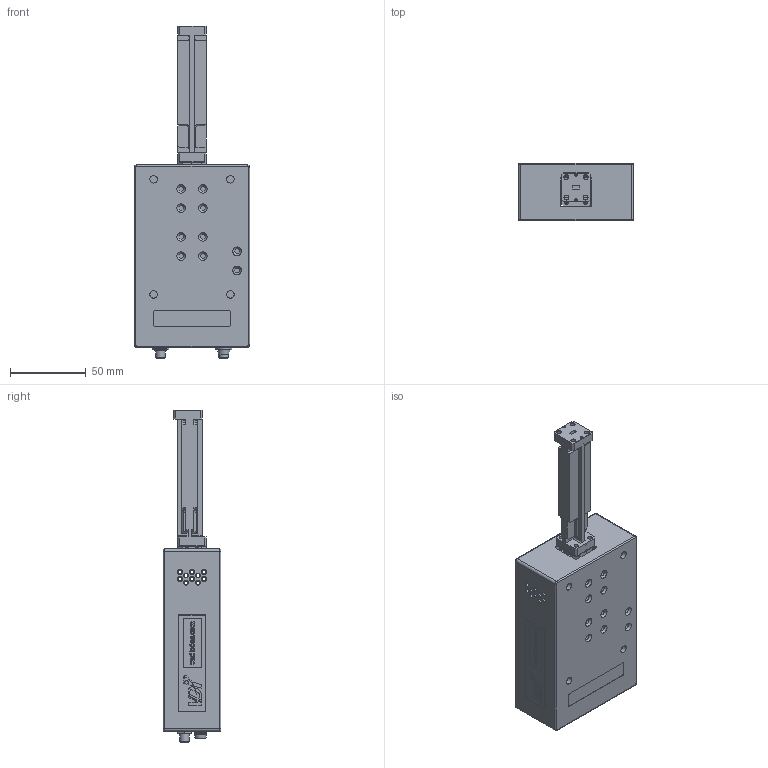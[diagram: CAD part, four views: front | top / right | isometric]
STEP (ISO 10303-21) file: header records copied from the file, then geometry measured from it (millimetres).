
FILE_DESCRIPTION(/* description */ ('VDI19.0VNAXRXM-20 without Feet'),/* implementation_level */ '2;1');
FILE_NAME(/* name */ 'VDI19.0VNAXRXM-20_SW without Feet.stp',/* time_stamp */ '2024-11-04T11:31:19-05:00',/* author */ ('sboelens'),/* organization */ (''),/* preprocessor_version */ 'ST-DEVELOPER v20',/* originating_system */ 'Autodesk Inventor 2025',/* authorisation */ '');
FILE_SCHEMA (('AUTOMOTIVE_DESIGN { 1 0 10303 214 3 1 1 }'));
Products named in the file (1): VDI19.0VNAXRXM-20 without Feet
Bounding box: 76.2 x 38.1 x 219.65 mm (x, y, z)
Volume: 106903.7 mm3; surface area: 85439.8 mm2
Topology: 12 solids, 12 shells, 1580 faces, 4253 edges, 2793 vertices
Faces by surface type: plane 851, bspline 339, cylinder 306, cone 84
Full cylindrical faces by diameter (mm): 1.181 x2, 1.613 x4, 1.694 x4, 1.702 x2, 2 x3, 2.156 x4, 2.241 x2, 2.438 x7, 2.499 x20, 2.642 x2, 2.972 x8, 3.2 x4, 3.277 x10, 3.556 x4, 3.81 x29, 4.496 x2, 4.978 x4, 5.7 x1, 6.223 x4, 7.188 x1, 7.29 x1, 7.938 x1, 7.95 x1, 8.25 x1, 8.382 x1, 10.55 x1
Entity records: 54371 total; most frequent: CARTESIAN_POINT 14415, ORIENTED_EDGE 8480, DIRECTION 6762, EDGE_CURVE 4240, VERTEX_POINT 2793, LINE 2782, VECTOR 2782, AXIS2_PLACEMENT_3D 1990
